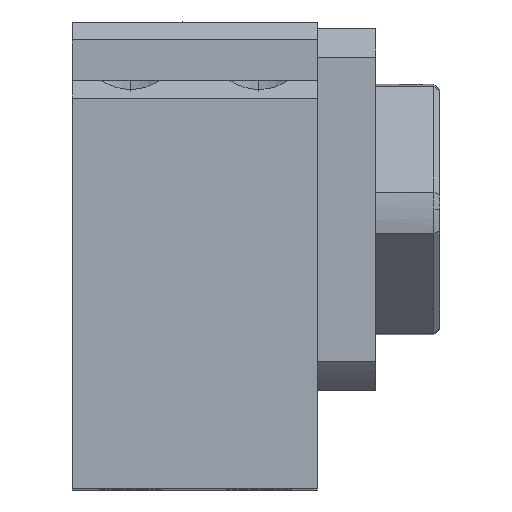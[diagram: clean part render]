
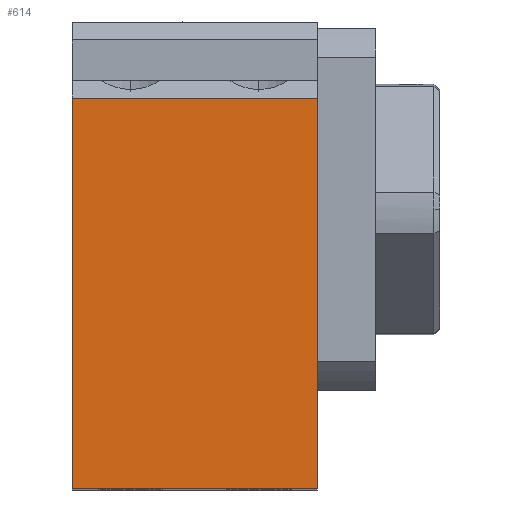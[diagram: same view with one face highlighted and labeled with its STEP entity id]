
A CAD part, top view. The second image highlights one B-rep face of the part: STEP entity #614.
In plain terms, the highlighted planar face has unit normal (0, 0, -1).
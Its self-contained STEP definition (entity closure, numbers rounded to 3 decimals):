
#295 = FACE_OUTER_BOUND ( 'NONE', #3393, .T. ) ;
#614 = ADVANCED_FACE ( 'NONE', ( #295 ), #30578, .T. ) ;
#1089 = LINE ( 'NONE', #22246, #9101 ) ;
#1105 = CARTESIAN_POINT ( 'NONE',  ( -37.702, -16.659, 53. ) ) ;
#2095 = CARTESIAN_POINT ( 'NONE',  ( -16.702, -16.659, 53. ) ) ;
#3393 = EDGE_LOOP ( 'NONE', ( #8182, #18045, #4225, #30573 ) ) ;
#4146 = AXIS2_PLACEMENT_3D ( 'NONE', #18981, #9510, #9734 ) ;
#4225 = ORIENTED_EDGE ( 'NONE', *, *, #30291, .T. ) ;
#5329 = VECTOR ( 'NONE', #30193, 1000. ) ;
#5462 = CARTESIAN_POINT ( 'NONE',  ( -37.702, 50.341, 53. ) ) ;
#8182 = ORIENTED_EDGE ( 'NONE', *, *, #20732, .T. ) ;
#8809 = VECTOR ( 'NONE', #22478, 1000. ) ;
#9101 = VECTOR ( 'NONE', #10351, 1000. ) ;
#9510 = DIRECTION ( 'NONE',  ( 0., 0., -1. ) ) ;
#9734 = DIRECTION ( 'NONE',  ( 0., 1., 0. ) ) ;
#10046 = CARTESIAN_POINT ( 'NONE',  ( -58.702, 23.341, 53. ) ) ;
#10253 = DIRECTION ( 'NONE',  ( 0., -1., 0. ) ) ;
#10351 = DIRECTION ( 'NONE',  ( 0., -1., 0. ) ) ;
#11431 = EDGE_CURVE ( 'NONE', #22745, #29328, #1089, .T. ) ;
#13371 = LINE ( 'NONE', #1105, #5329 ) ;
#14721 = LINE ( 'NONE', #10046, #26141 ) ;
#15931 = EDGE_CURVE ( 'NONE', #20421, #21630, #14721, .T. ) ;
#18045 = ORIENTED_EDGE ( 'NONE', *, *, #11431, .T. ) ;
#18809 = CARTESIAN_POINT ( 'NONE',  ( -58.702, -16.659, 53. ) ) ;
#18981 = CARTESIAN_POINT ( 'NONE',  ( -58.702, -16.659, 53. ) ) ;
#19478 = LINE ( 'NONE', #5462, #8809 ) ;
#20421 = VERTEX_POINT ( 'NONE', #31020 ) ;
#20732 = EDGE_CURVE ( 'NONE', #20421, #22745, #19478, .T. ) ;
#21630 = VERTEX_POINT ( 'NONE', #18809 ) ;
#22246 = CARTESIAN_POINT ( 'NONE',  ( -16.702, 16.841, 53. ) ) ;
#22478 = DIRECTION ( 'NONE',  ( 1., 0., 0. ) ) ;
#22745 = VERTEX_POINT ( 'NONE', #27226 ) ;
#26141 = VECTOR ( 'NONE', #10253, 1000. ) ;
#27226 = CARTESIAN_POINT ( 'NONE',  ( -16.702, 50.341, 53. ) ) ;
#29328 = VERTEX_POINT ( 'NONE', #2095 ) ;
#30193 = DIRECTION ( 'NONE',  ( -1., 0., 0. ) ) ;
#30291 = EDGE_CURVE ( 'NONE', #29328, #21630, #13371, .T. ) ;
#30573 = ORIENTED_EDGE ( 'NONE', *, *, #15931, .F. ) ;
#30578 = PLANE ( 'NONE',  #4146 ) ;
#31020 = CARTESIAN_POINT ( 'NONE',  ( -58.702, 50.341, 53. ) ) ;
